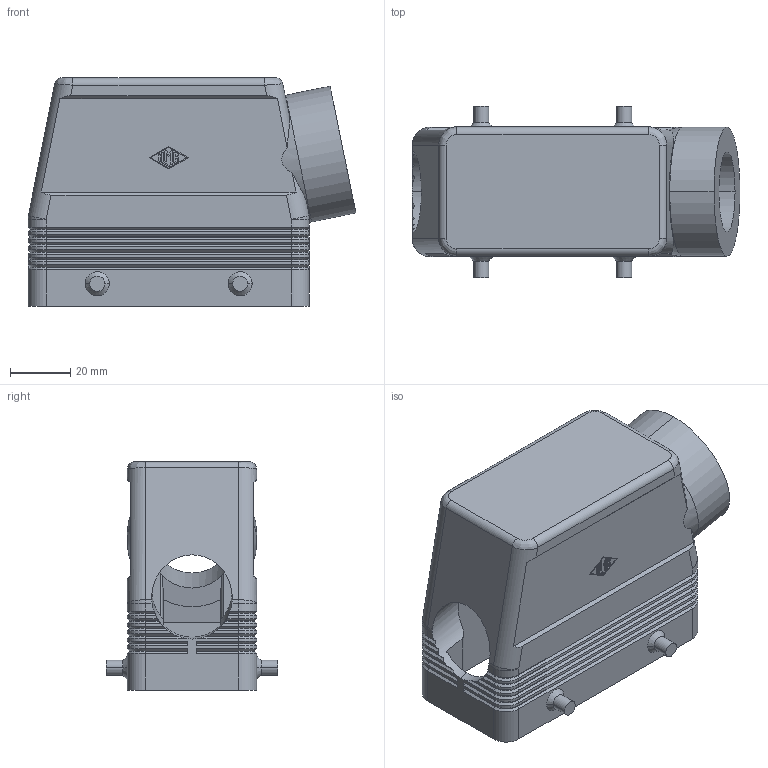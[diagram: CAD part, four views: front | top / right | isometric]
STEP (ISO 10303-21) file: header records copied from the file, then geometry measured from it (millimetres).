
FILE_DESCRIPTION(('Creo Elements/Direct Modeling STEP Export'),'2;1');
FILE_NAME('CAOT_16_5.stp','2012-12-17T15:31:41',(''),(''),'Creo Elements/Direct Modeling STEP processor for AP214 (Solid Model)','Creo Elements/Direct Modeling 18.0B 02-Dec-2011 (C) Parametric Technology GmbH','');
FILE_SCHEMA(('AUTOMOTIVE_DESIGN { 1 0 10303 214 1 1 1 1 }'));
Length unit declared in the file: millimetre
Products named in the file (1): MSBO8705
Bounding box: 108.99 x 57 x 76 mm (x, y, z)
Volume: 81618.5 mm3; surface area: 46574.7 mm2
Topology: 1 solids, 1 shells, 428 faces, 1056 edges, 638 vertices
Faces by surface type: plane 230, cylinder 122, cone 68, sphere 4, bspline 4
Entity records: 15699 total; most frequent: CARTESIAN_POINT 2502, ORIENTED_EDGE 2096, DIRECTION 1964, EDGE_CURVE 1048, VECTOR 674, LINE 674, AXIS2_PLACEMENT_3D 645, VERTEX_POINT 638
